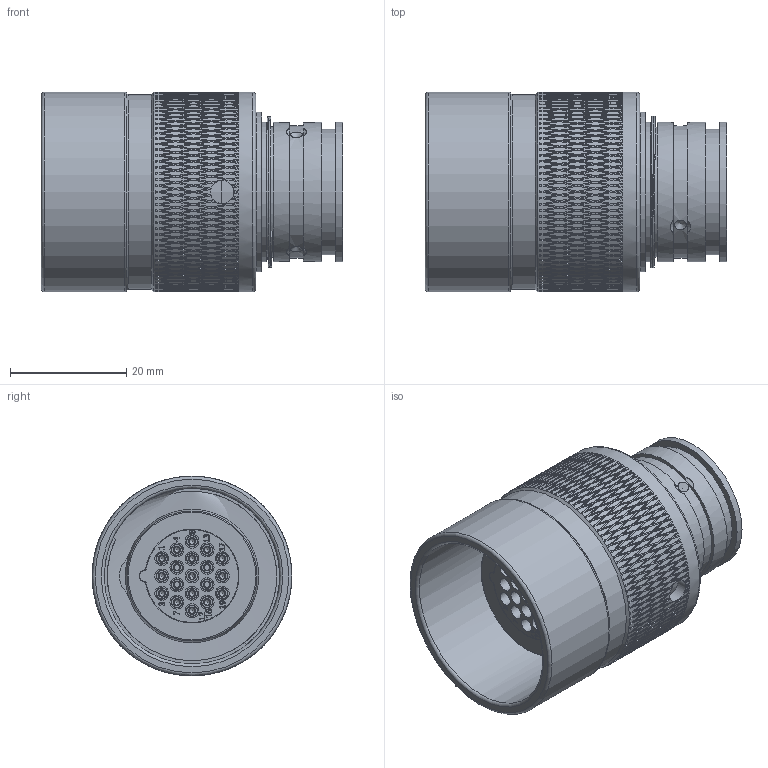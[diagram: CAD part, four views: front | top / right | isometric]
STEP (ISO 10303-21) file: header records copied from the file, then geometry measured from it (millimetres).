
FILE_DESCRIPTION(/* description */ (''),/* implementation_level */ '2;1');
FILE_NAME(/* name */ 'TrustLink MS CCP B 19 F.stp',/* time_stamp */ '2021-03-08T09:51:04+01:00',/* author */ ('sh'),/* organization */ (''),/* preprocessor_version */ 'ST-DEVELOPER v17.2',/* originating_system */ 'Autodesk Inventor 2019',/* authorisation */ '');
FILE_SCHEMA (('AUTOMOTIVE_DESIGN { 1 0 10303 214 3 1 1 }'));
Length unit declared in the file: millimetre
Products named in the file (1): TrustLink MS CCP B 19 F
Bounding box: 52 x 34.4 x 34.4 mm (x, y, z)
Volume: 19334.4 mm3; surface area: 19808.7 mm2
Topology: 1 solids, 1 shells, 4333 faces, 11682 edges, 7685 vertices
Faces by surface type: bspline 2812, cylinder 760, plane 510, cone 188, torus 63
Full cylindrical faces by diameter (mm): 0.5 x19, 1.05 x19, 1.1 x19, 1.12 x19, 1.32 x19, 1.6 x19, 1.75 x19, 1.78 x19, 1.8 x38, 1.98 x19, 2.4 x19, 4 x1, 20 x1, 20.5 x1, 21.6 x1, 22.52 x2, 22.8 x1, 23 x1, 24 x4, 24.5 x2, 26.05 x1, 27.5 x2, 29.2 x3, 30.2 x4, 30.3 x2, 33.6 x1, 34.2 x1, 34.4 x3
Entity records: 264386 total; most frequent: CARTESIAN_POINT 174124, ORIENTED_EDGE 23282, EDGE_CURVE 11641, DIRECTION 8111, B_SPLINE_CURVE_WITH_KNOTS 7888, VERTEX_POINT 7685, EDGE_LOOP 4824, STYLED_ITEM 4334
